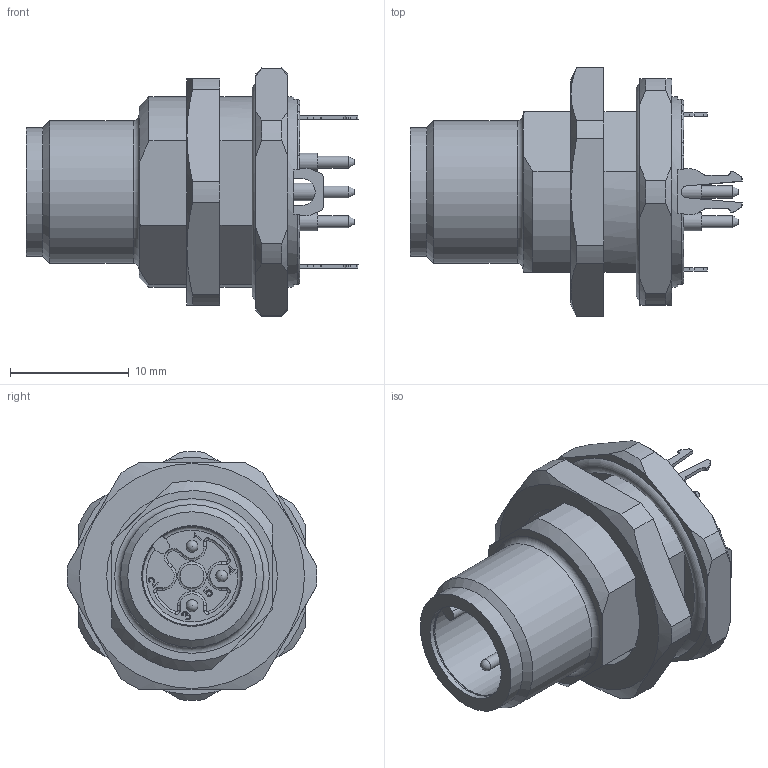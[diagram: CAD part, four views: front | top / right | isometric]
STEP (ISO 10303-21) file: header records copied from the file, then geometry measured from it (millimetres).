
FILE_DESCRIPTION(/* description */ (''),/* implementation_level */ '2;1');
FILE_NAME(/* name */ 'AL-FHM12SSA3-P_M16.stp',/* time_stamp */ '2018-07-05T10:47:01+02:00',/* author */ (''),/* organization */ (''),/* preprocessor_version */ 'ST-DEVELOPER v16',/* originating_system */ 'SIEMENS PLM Software NX 10.0',/* authorisation */ '');
FILE_SCHEMA (('AUTOMOTIVE_DESIGN { 1 0 10303 214 3 1 1 1 }'));
Length unit declared in the file: millimetre
Products named in the file (1): v.sh064030B7dqqy
Bounding box: 27.9 x 20.99 x 20.89 mm (x, y, z)
Volume: 3637.6 mm3; surface area: 2862.4 mm2
Topology: 2 solids, 2 shells, 343 faces, 971 edges, 639 vertices
Faces by surface type: plane 161, cylinder 97, extrusion 32, cone 23, torus 21, bspline 6, sphere 3
Full cylindrical faces by diameter (mm): 1 x6, 1.5 x3, 2 x1, 8.4 x1, 10.8 x1, 12 x1, 16 x2
Entity records: 11674 total; most frequent: CARTESIAN_POINT 3111, ORIENTED_EDGE 1848, DIRECTION 1635, EDGE_CURVE 924, VERTEX_POINT 622, AXIS2_PLACEMENT_3D 567, VECTOR 501, LINE 469
